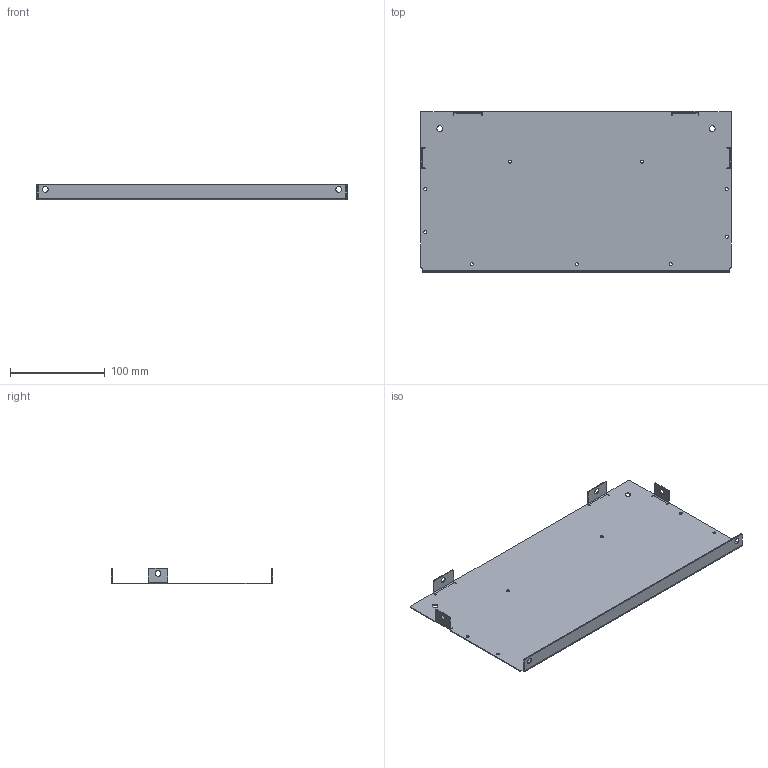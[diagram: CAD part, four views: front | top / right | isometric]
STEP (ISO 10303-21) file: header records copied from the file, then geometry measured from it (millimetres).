
FILE_DESCRIPTION(/* description */ ('','CAx-IF Rec.Pracs.---Representation and Presentation of Product Manufacturing Information (PMI)---4.0---2014-10-13'),/* implementation_level */ '2;1');
FILE_NAME(/* name */ 'bent_lower2.step',/* time_stamp */ '2024-11-24T23:27:09-05:00',/* author */ (''),/* organization */ (''),/* preprocessor_version */ 'ST-DEVELOPER v20',/* originating_system */ 'Autodesk Translation Framework v13.20.0.188',/* authorisation */ '');
FILE_SCHEMA (('AP242_MANAGED_MODEL_BASED_3D_ENGINEERING_MIM_LF { 1 0 10303 442 1 1 4 }'));
Length unit declared in the file: millimetre
Products named in the file (2): small-fry-rev2; case
Assembly tree (1 placements, depth 2):
  small-fry-rev2
    case
Bounding box: 327.16 x 169.61 x 16.8 mm (x, y, z)
Volume: 56309.1 mm3; surface area: 124484.7 mm2
Topology: 1 solids, 1 shells, 123 faces, 323 edges, 202 vertices
Faces by surface type: plane 64, cylinder 59
Full cylindrical faces by diameter (mm): 3.15 x9, 6 x8
Entity records: 3896 total; most frequent: DIRECTION 693, CARTESIAN_POINT 651, ORIENTED_EDGE 646, EDGE_CURVE 323, AXIS2_PLACEMENT_3D 244, LINE 205, VECTOR 205, VERTEX_POINT 202
